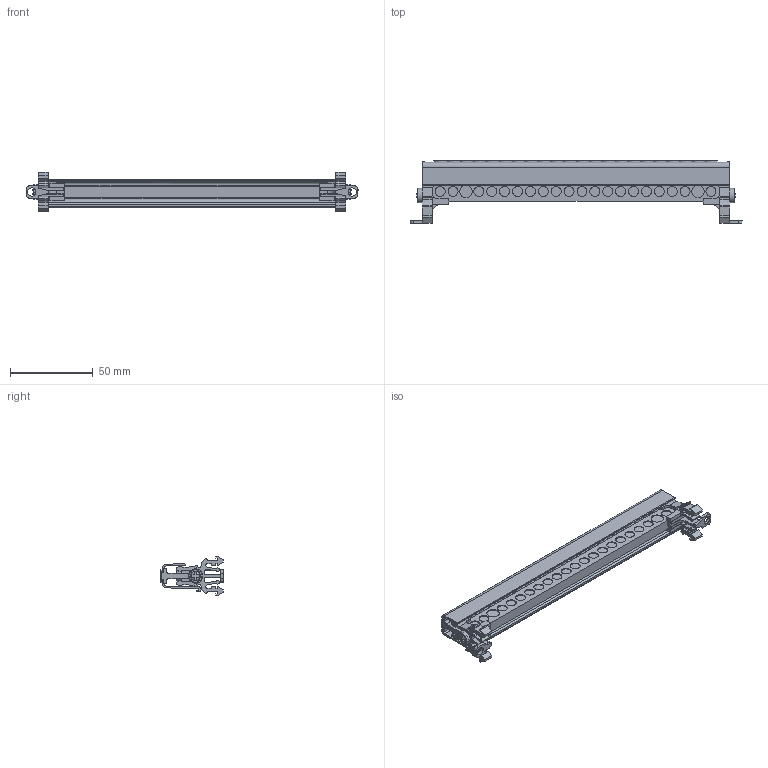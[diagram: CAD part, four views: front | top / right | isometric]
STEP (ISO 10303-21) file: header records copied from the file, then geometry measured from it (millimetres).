
FILE_DESCRIPTION (( 'STEP AP203' ), '1' );
FILE_NAME ('7x12 Tek Kutuplu Daðýtýcý Ünite - 22 Delikli.STEP', '2018-12-07T07:43:52', ( '' ), ( '' ), 'SwSTEP 2.0', 'SolidWorks 2011', '' );
FILE_SCHEMA (( 'CONFIG_CONTROL_DESIGN' ));
Length unit declared in the file: millimetre
Products named in the file (1): 7x12 Tek Kutuplu Daðýtýcý Ünite - 22 Delikli
Bounding box: 200.88 x 37.99 x 24 mm (x, y, z)
Volume: 29042.1 mm3; surface area: 33858.3 mm2
Topology: 1 solids, 4 shells, 1329 faces, 3788 edges, 2532 vertices
Faces by surface type: plane 665, cylinder 320, cone 253, bspline 79, torus 12
Entity records: 46063 total; most frequent: CARTESIAN_POINT 11336, ORIENTED_EDGE 7576, DIRECTION 6978, EDGE_CURVE 3788, VERTEX_POINT 2532, AXIS2_PLACEMENT_3D 2483, LINE 2012, VECTOR 2012
